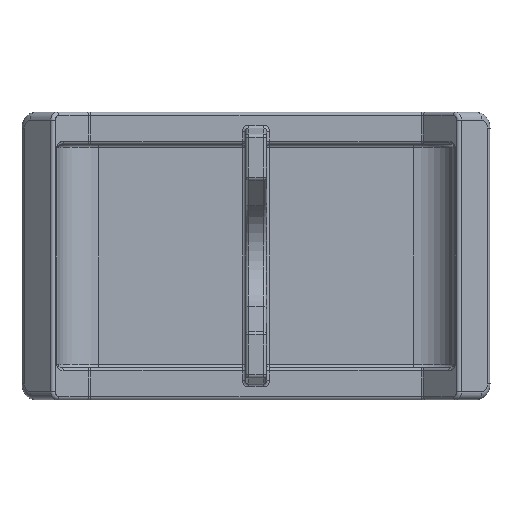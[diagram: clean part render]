
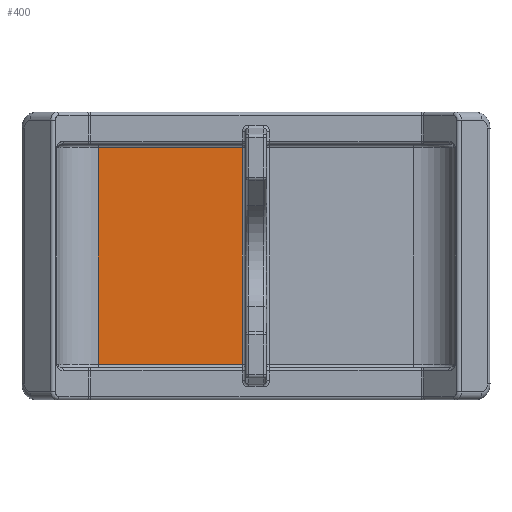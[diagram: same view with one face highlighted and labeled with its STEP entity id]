
A CAD part, front view. The second image highlights one B-rep face of the part: STEP entity #400.
In plain terms, the highlighted planar face has unit normal (0, -1, 0).
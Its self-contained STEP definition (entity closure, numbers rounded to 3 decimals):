
#77 = LINE ( 'NONE', #303, #3369 ) ;
#111 = EDGE_CURVE ( 'NONE', #1310, #1454, #2421, .T. ) ;
#122 = VERTEX_POINT ( 'NONE', #758 ) ;
#303 = CARTESIAN_POINT ( 'NONE',  ( -0.85, -1.463, 0. ) ) ;
#345 = VECTOR ( 'NONE', #4164, 1000. ) ;
#400 = ADVANCED_FACE ( 'NONE', ( #3481 ), #996, .T. ) ;
#412 = CARTESIAN_POINT ( 'NONE',  ( -0.65, -1.463, -6.7 ) ) ;
#608 = VERTEX_POINT ( 'NONE', #2227 ) ;
#748 = VECTOR ( 'NONE', #3508, 1000. ) ;
#758 = CARTESIAN_POINT ( 'NONE',  ( -0.85, -1.463, -6.7 ) ) ;
#996 = PLANE ( 'NONE',  #1718 ) ;
#1124 = VECTOR ( 'NONE', #1785, 1000. ) ;
#1236 = ORIENTED_EDGE ( 'NONE', *, *, #3924, .T. ) ;
#1310 = VERTEX_POINT ( 'NONE', #1315 ) ;
#1315 = CARTESIAN_POINT ( 'NONE',  ( -9.763, -1.463, 6.7 ) ) ;
#1454 = VERTEX_POINT ( 'NONE', #1546 ) ;
#1546 = CARTESIAN_POINT ( 'NONE',  ( -9.763, -1.463, -6.7 ) ) ;
#1597 = ORIENTED_EDGE ( 'NONE', *, *, #1918, .T. ) ;
#1718 = AXIS2_PLACEMENT_3D ( 'NONE', #1720, #3411, #4079 ) ;
#1720 = CARTESIAN_POINT ( 'NONE',  ( 0., -1.463, 0. ) ) ;
#1785 = DIRECTION ( 'NONE',  ( 0., 0., -1. ) ) ;
#1918 = EDGE_CURVE ( 'NONE', #608, #1310, #2277, .T. ) ;
#2158 = CARTESIAN_POINT ( 'NONE',  ( -9.763, -1.463, 6.7 ) ) ;
#2227 = CARTESIAN_POINT ( 'NONE',  ( -0.85, -1.463, 6.7 ) ) ;
#2277 = LINE ( 'NONE', #2158, #748 ) ;
#2404 = DIRECTION ( 'NONE',  ( 0., 0., 1. ) ) ;
#2421 = LINE ( 'NONE', #3848, #1124 ) ;
#2874 = ORIENTED_EDGE ( 'NONE', *, *, #111, .T. ) ;
#2988 = EDGE_LOOP ( 'NONE', ( #1236, #4278, #1597, #2874 ) ) ;
#3202 = EDGE_CURVE ( 'NONE', #122, #608, #77, .T. ) ;
#3369 = VECTOR ( 'NONE', #2404, 1000. ) ;
#3411 = DIRECTION ( 'NONE',  ( 0., -1., 0. ) ) ;
#3481 = FACE_OUTER_BOUND ( 'NONE', #2988, .T. ) ;
#3508 = DIRECTION ( 'NONE',  ( -1., 0., 0. ) ) ;
#3848 = CARTESIAN_POINT ( 'NONE',  ( -9.763, -1.463, -6.9 ) ) ;
#3924 = EDGE_CURVE ( 'NONE', #1454, #122, #4209, .T. ) ;
#4079 = DIRECTION ( 'NONE',  ( 0., 0., -1. ) ) ;
#4164 = DIRECTION ( 'NONE',  ( 1., 0., 0. ) ) ;
#4209 = LINE ( 'NONE', #412, #345 ) ;
#4278 = ORIENTED_EDGE ( 'NONE', *, *, #3202, .T. ) ;
